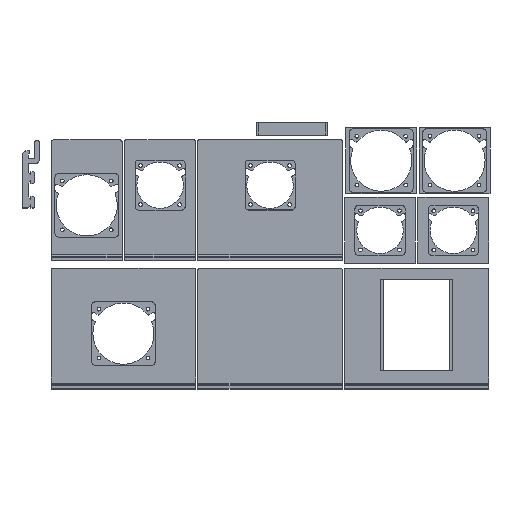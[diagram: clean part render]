
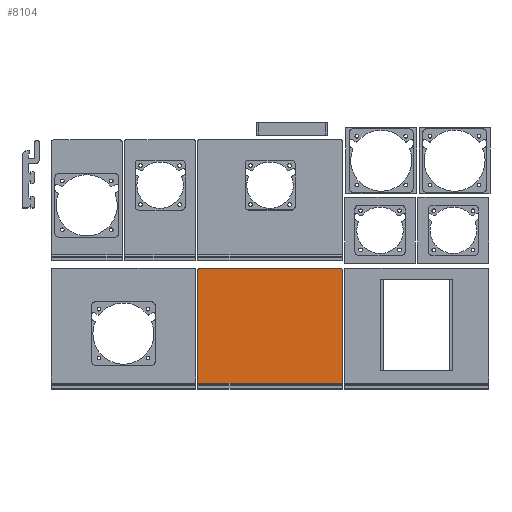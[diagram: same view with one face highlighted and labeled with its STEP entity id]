
A CAD part, top view. The second image highlights one B-rep face of the part: STEP entity #8104.
In plain terms, the highlighted planar face has unit normal (0, 0, 1).
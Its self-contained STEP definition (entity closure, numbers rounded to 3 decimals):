
#187=PLANE('',#8661);
#465=FACE_OUTER_BOUND('',#901,.T.);
#901=EDGE_LOOP('',(#6056,#6057,#6058,#6059,#6060,#6061,#6062,#6063));
#1501=LINE('',#12449,#2311);
#1503=LINE('',#12456,#2313);
#1504=LINE('',#12458,#2314);
#1505=LINE('',#12460,#2315);
#1506=LINE('',#12462,#2316);
#1507=LINE('',#12463,#2317);
#2311=VECTOR('',#9970,10.);
#2313=VECTOR('',#9978,10.);
#2314=VECTOR('',#9979,10.);
#2315=VECTOR('',#9980,10.);
#2316=VECTOR('',#9981,10.);
#2317=VECTOR('',#9982,10.);
#2991=CIRCLE('',#8657,1.);
#2992=CIRCLE('',#8660,1.);
#3531=VERTEX_POINT('',#12441);
#3532=VERTEX_POINT('',#12442);
#3533=VERTEX_POINT('',#12447);
#3534=VERTEX_POINT('',#12451);
#3535=VERTEX_POINT('',#12455);
#3536=VERTEX_POINT('',#12457);
#3537=VERTEX_POINT('',#12459);
#3538=VERTEX_POINT('',#12461);
#4474=EDGE_CURVE('',#3531,#3532,#2991,.T.);
#4478=EDGE_CURVE('',#3533,#3531,#1501,.T.);
#4480=EDGE_CURVE('',#3534,#3533,#2992,.T.);
#4481=EDGE_CURVE('',#3535,#3534,#1503,.T.);
#4482=EDGE_CURVE('',#3535,#3536,#1504,.T.);
#4483=EDGE_CURVE('',#3536,#3537,#1505,.T.);
#4484=EDGE_CURVE('',#3537,#3538,#1506,.T.);
#4485=EDGE_CURVE('',#3532,#3538,#1507,.T.);
#6056=ORIENTED_EDGE('',*,*,#4480,.F.);
#6057=ORIENTED_EDGE('',*,*,#4481,.F.);
#6058=ORIENTED_EDGE('',*,*,#4482,.T.);
#6059=ORIENTED_EDGE('',*,*,#4483,.T.);
#6060=ORIENTED_EDGE('',*,*,#4484,.T.);
#6061=ORIENTED_EDGE('',*,*,#4485,.F.);
#6062=ORIENTED_EDGE('',*,*,#4474,.F.);
#6063=ORIENTED_EDGE('',*,*,#4478,.F.);
#8104=ADVANCED_FACE('',(#465),#187,.T.);
#8657=AXIS2_PLACEMENT_3D('',#12443,#9963,#9964);
#8660=AXIS2_PLACEMENT_3D('',#12453,#9974,#9975);
#8661=AXIS2_PLACEMENT_3D('',#12454,#9976,#9977);
#9963=DIRECTION('center_axis',(0.,0.,
-1.));
#9964=DIRECTION('ref_axis',(0.707,0.707,0.));
#9970=DIRECTION('',(1.,0.,0.));
#9974=DIRECTION('center_axis',(0.,0.,
-1.));
#9975=DIRECTION('ref_axis',(-0.707,0.707,0.));
#9976=DIRECTION('center_axis',(0.,0.,
1.));
#9977=DIRECTION('ref_axis',(0.,1.,0.));
#9978=DIRECTION('',(0.,1.,0.));
#9979=DIRECTION('',(0.,-1.,0.));
#9980=DIRECTION('',(1.,0.,0.));
#9981=DIRECTION('',(0.,1.,0.));
#9982=DIRECTION('',(0.,-1.,0.));
#12441=CARTESIAN_POINT('',(207.,166.,28.));
#12442=CARTESIAN_POINT('',(208.,165.,28.));
#12443=CARTESIAN_POINT('Origin',(207.,165.,28.));
#12447=CARTESIAN_POINT('',(91.,166.,28.));
#12449=CARTESIAN_POINT('',(164.,166.,28.));
#12451=CARTESIAN_POINT('',(90.,165.,28.));
#12453=CARTESIAN_POINT('Origin',(91.,165.,28.));
#12454=CARTESIAN_POINT('Origin',(179.,72.001,28.));
#12455=CARTESIAN_POINT('',(90.,77.,28.));
#12456=CARTESIAN_POINT('',(90.,122.757,28.));
#12457=CARTESIAN_POINT('',(90.,72.001,28.));
#12458=CARTESIAN_POINT('',(90.,94.507,28.));
#12459=CARTESIAN_POINT('',(208.,72.001,28.));
#12460=CARTESIAN_POINT('',(179.,72.001,28.));
#12461=CARTESIAN_POINT('',(208.,77.,28.));
#12462=CARTESIAN_POINT('',(208.,94.507,28.));
#12463=CARTESIAN_POINT('',(208.,122.757,28.));
